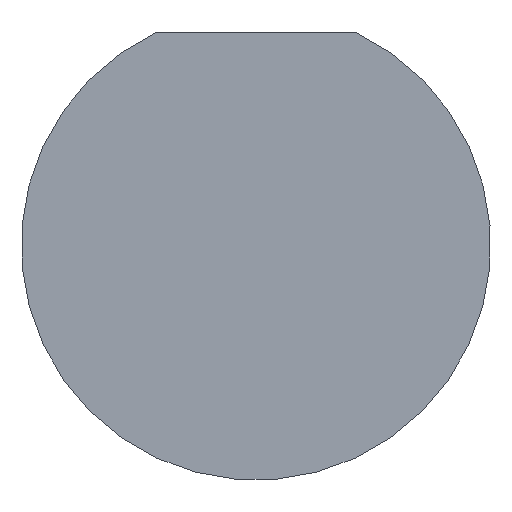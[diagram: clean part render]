
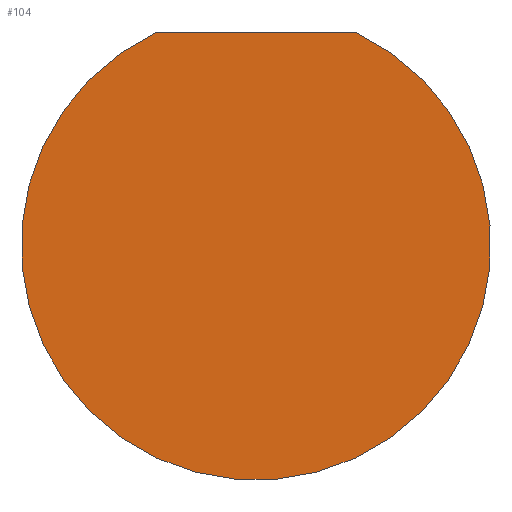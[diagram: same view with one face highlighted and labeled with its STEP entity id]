
A CAD part, front view. The second image highlights one B-rep face of the part: STEP entity #104.
In plain terms, the highlighted planar face has unit normal (0, -1, 0).
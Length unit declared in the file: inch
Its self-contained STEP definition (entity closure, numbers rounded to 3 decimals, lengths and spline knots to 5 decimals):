
#16=PLANE('',#137);
#23=LINE('',#199,#29);
#29=VECTOR('',#168,0.05367);
#36=FACE_OUTER_BOUND('',#42,.T.);
#42=EDGE_LOOP('',(#93,#94));
#50=CIRCLE('',#135,0.063);
#58=VERTEX_POINT('',#191);
#59=VERTEX_POINT('',#193);
#68=EDGE_CURVE('',#59,#58,#50,.T.);
#72=EDGE_CURVE('',#58,#59,#23,.T.);
#93=ORIENTED_EDGE('',*,*,#68,.T.);
#94=ORIENTED_EDGE('',*,*,#72,.T.);
#104=ADVANCED_FACE('',(#36),#16,.T.);
#135=AXIS2_PLACEMENT_3D('',#194,#161,#162);
#137=AXIS2_PLACEMENT_3D('',#200,#169,#170);
#161=DIRECTION('center_axis',(0.,-1.,0.));
#162=DIRECTION('ref_axis',(0.,0.,-1.));
#168=DIRECTION('',(-1.,0.,0.));
#169=DIRECTION('center_axis',(0.,-1.,0.));
#170=DIRECTION('ref_axis',(0.,0.,-1.));
#191=CARTESIAN_POINT('',(0.02683,-0.039,0.057));
#193=CARTESIAN_POINT('',(-0.02683,-0.039,0.057));
#194=CARTESIAN_POINT('Origin',(0.,-0.039,0.));
#199=CARTESIAN_POINT('',(0.02683,-0.039,0.057));
#200=CARTESIAN_POINT('Origin',(0.,-0.039,0.));
